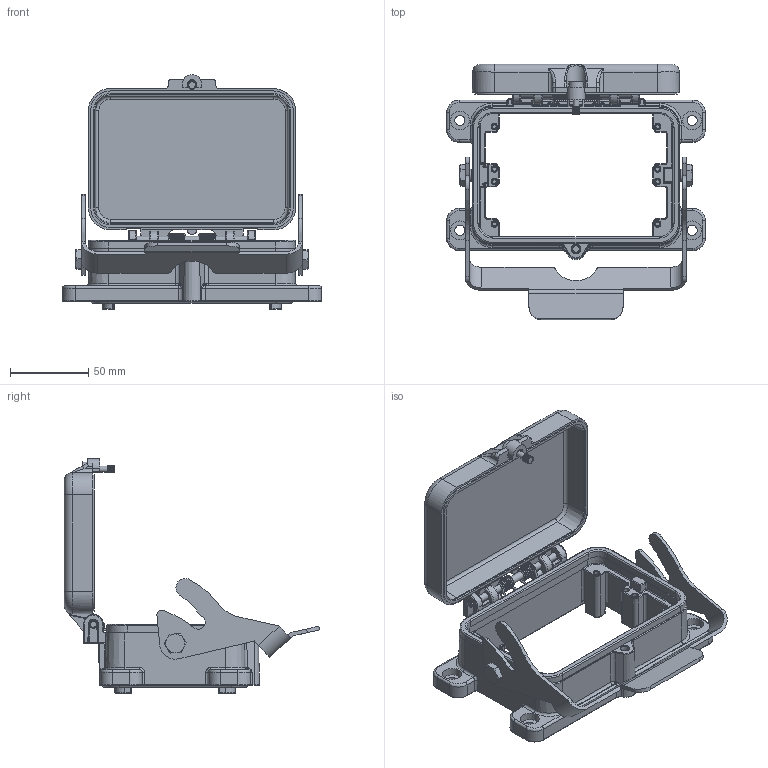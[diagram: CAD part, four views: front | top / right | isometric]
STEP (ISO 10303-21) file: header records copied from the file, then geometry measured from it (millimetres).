
FILE_DESCRIPTION(/* description */ (''),/* implementation_level */ '2;1');
FILE_NAME(/* name */ 'mcv.stp',/* time_stamp */ '2024-02-04T08:56:26+08:00',/* author */ (''),/* organization */ (''),/* preprocessor_version */ 'ST-DEVELOPER v18.1',/* originating_system */ 'SIEMENS PLM Software NX 1980',/* authorisation */ '');
FILE_SCHEMA (('AP203_CONFIGURATION_CONTROLLED_3D_DESIGN_OF_MECHANICAL_PARTS_AND_ASSEMBLIES_MIM_LF { 1 0 10303 403 2 1 2}'));
Products named in the file (1): _model5
Bounding box: 164.99 x 162.65 x 149.5 mm (x, y, z)
Volume: 221338.9 mm3; surface area: 119312.1 mm2
Topology: 3 solids, 6 shells, 1329 faces, 3246 edges, 1888 vertices
Faces by surface type: cylinder 500, plane 328, torus 189, bspline 179, cone 80, sphere 53
Full cylindrical faces by diameter (mm): 1.3 x5, 3.8 x1, 4.8 x4, 5 x1, 6.4 x4, 7.84 x2, 8.1 x2, 9.302 x1, 12 x4
Entity records: 49572 total; most frequent: CARTESIAN_POINT 20047, ORIENTED_EDGE 6164, DIRECTION 6079, EDGE_CURVE 3082, AXIS2_PLACEMENT_3D 2436, VERTEX_POINT 1854, EDGE_LOOP 1450, ADVANCED_FACE 1329
